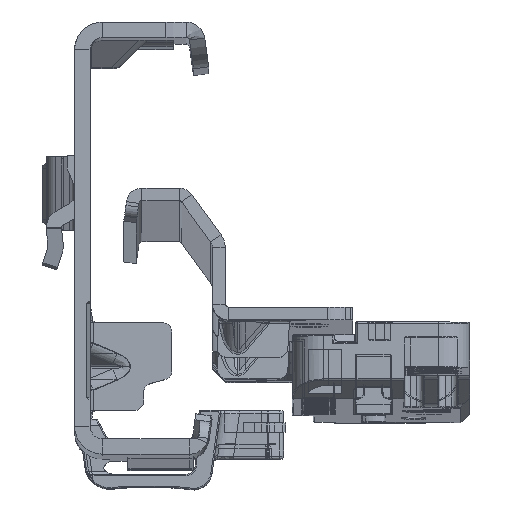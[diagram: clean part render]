
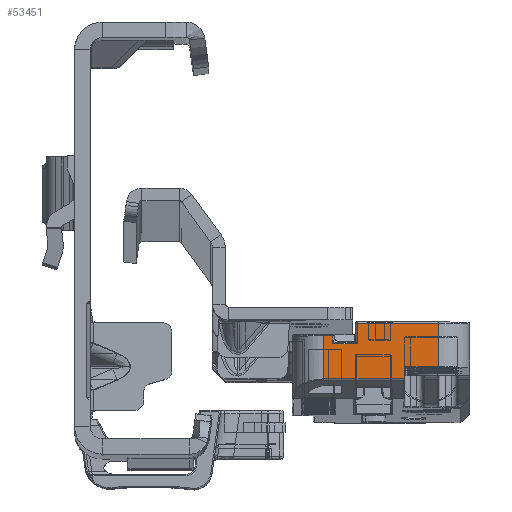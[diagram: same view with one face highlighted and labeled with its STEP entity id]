
A CAD part, top view. The second image highlights one B-rep face of the part: STEP entity #53451.
In plain terms, the highlighted face is planar.
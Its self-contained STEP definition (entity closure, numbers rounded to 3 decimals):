
#2133 = DIRECTION ( 'NONE',  ( 1., 0., 0. ) ) ;
#2947 = EDGE_CURVE ( 'NONE', #117261, #43132, #97747, .T. ) ;
#3690 = CARTESIAN_POINT ( 'NONE',  ( -13.7, 2.1, -284.5 ) ) ;
#6083 = DIRECTION ( 'NONE',  ( 1., 0., 0. ) ) ;
#7104 = CARTESIAN_POINT ( 'NONE',  ( 4.6, 0.1, -284.5 ) ) ;
#8663 = LINE ( 'NONE', #114745, #60537 ) ;
#10761 = VECTOR ( 'NONE', #18768, 1000. ) ;
#11045 = PLANE ( 'NONE',  #75292 ) ;
#11677 = DIRECTION ( 'NONE',  ( 0., 0., 1. ) ) ;
#13546 = ORIENTED_EDGE ( 'NONE', *, *, #40214, .T. ) ;
#16386 = CARTESIAN_POINT ( 'NONE',  ( -8.3, -6.669, -284.5 ) ) ;
#18055 = VERTEX_POINT ( 'NONE', #38511 ) ;
#18632 = CARTESIAN_POINT ( 'NONE',  ( -8.3, -5.2, -284.5 ) ) ;
#18768 = DIRECTION ( 'NONE',  ( -1., 0., 0. ) ) ;
#20081 = EDGE_CURVE ( 'NONE', #20638, #106316, #8663, .T. ) ;
#20638 = VERTEX_POINT ( 'NONE', #3690 ) ;
#21096 = VERTEX_POINT ( 'NONE', #58050 ) ;
#23356 = EDGE_CURVE ( 'NONE', #62585, #106420, #36477, .T. ) ;
#23580 = VECTOR ( 'NONE', #119766, 1000. ) ;
#23750 = CARTESIAN_POINT ( 'NONE',  ( -13.7, -5., -284.5 ) ) ;
#24241 = DIRECTION ( 'NONE',  ( 0., 0., 1. ) ) ;
#26106 = CARTESIAN_POINT ( 'NONE',  ( -8.3, -6.71, -284.5 ) ) ;
#27712 = CARTESIAN_POINT ( 'NONE',  ( -13.7, 2., -284.5 ) ) ;
#28496 = LINE ( 'NONE', #116982, #10761 ) ;
#29643 = CARTESIAN_POINT ( 'NONE',  ( -8.273, -6.785, -284.5 ) ) ;
#30912 = CARTESIAN_POINT ( 'NONE',  ( -0.75, -0.9, -284.5 ) ) ;
#31309 = EDGE_CURVE ( 'NONE', #117261, #54263, #59880, .T. ) ;
#34574 = LINE ( 'NONE', #114613, #37014 ) ;
#36477 = LINE ( 'NONE', #55971, #92789 ) ;
#36775 = DIRECTION ( 'NONE',  ( 1., 0., 0. ) ) ;
#37014 = VECTOR ( 'NONE', #93783, 1000. ) ;
#38104 = DIRECTION ( 'NONE',  ( 0., -1., 0. ) ) ;
#38511 = CARTESIAN_POINT ( 'NONE',  ( 3.15, -1.15, -284.5 ) ) ;
#39367 = CARTESIAN_POINT ( 'NONE',  ( -8.3, -6.669, -284.5 ) ) ;
#40214 = EDGE_CURVE ( 'NONE', #62584, #106420, #115765, .T. ) ;
#43132 = VERTEX_POINT ( 'NONE', #70913 ) ;
#47539 = DIRECTION ( 'NONE',  ( 0., 1., 0. ) ) ;
#49417 = FACE_OUTER_BOUND ( 'NONE', #78831, .T. ) ;
#49467 = EDGE_CURVE ( 'NONE', #106316, #21096, #99243, .T. ) ;
#53451 = ADVANCED_FACE ( 'NONE', ( #49417 ), #11045, .F. ) ;
#53815 = CARTESIAN_POINT ( 'NONE',  ( 4.6, -6.785, -284.5 ) ) ;
#54263 = VERTEX_POINT ( 'NONE', #39367 ) ;
#55971 = CARTESIAN_POINT ( 'NONE',  ( 4.6, -242.444, -284.5 ) ) ;
#58050 = CARTESIAN_POINT ( 'NONE',  ( -0.75, -1.15, -284.5 ) ) ;
#58299 = ORIENTED_EDGE ( 'NONE', *, *, #66058, .T. ) ;
#59880 = LINE ( 'NONE', #89825, #23580 ) ;
#60281 = VECTOR ( 'NONE', #36775, 1000. ) ;
#60537 = VECTOR ( 'NONE', #6083, 1000. ) ;
#61069 = CARTESIAN_POINT ( 'NONE',  ( 19.8, 2.6, -284.5 ) ) ;
#62584 = VERTEX_POINT ( 'NONE', #92877 ) ;
#62585 = VERTEX_POINT ( 'NONE', #53815 ) ;
#63899 = VECTOR ( 'NONE', #115569, 1000. ) ;
#65612 = VECTOR ( 'NONE', #79399, 1000. ) ;
#66058 = EDGE_CURVE ( 'NONE', #125711, #54263, #123411, .T. ) ;
#66370 = ORIENTED_EDGE ( 'NONE', *, *, #2947, .T. ) ;
#66563 = ORIENTED_EDGE ( 'NONE', *, *, #95562, .T. ) ;
#67493 = VECTOR ( 'NONE', #79908, 1000. ) ;
#70913 = CARTESIAN_POINT ( 'NONE',  ( -8.5, -5., -284.5 ) ) ;
#74585 = ORIENTED_EDGE ( 'NONE', *, *, #49467, .T. ) ;
#75292 = AXIS2_PLACEMENT_3D ( 'NONE', #61069, #11677, #119046 ) ;
#75447 = CARTESIAN_POINT ( 'NONE',  ( 4.6, 0.1, -284.5 ) ) ;
#75631 = ORIENTED_EDGE ( 'NONE', *, *, #23356, .F. ) ;
#75852 = LINE ( 'NONE', #27712, #63899 ) ;
#76444 = LINE ( 'NONE', #107045, #60281 ) ;
#78831 = EDGE_LOOP ( 'NONE', ( #66563, #122667, #13546, #75631, #88987, #58299, #119738, #66370, #80263, #98838, #105251, #74585 ) ) ;
#79399 = DIRECTION ( 'NONE',  ( 0., 1., 0. ) ) ;
#79908 = DIRECTION ( 'NONE',  ( 1., 0., 0. ) ) ;
#80263 = ORIENTED_EDGE ( 'NONE', *, *, #121264, .F. ) ;
#83114 = VECTOR ( 'NONE', #38104, 1000. ) ;
#83728 = EDGE_CURVE ( 'NONE', #18055, #62584, #87232, .T. ) ;
#87232 = LINE ( 'NONE', #108089, #65612 ) ;
#88987 = ORIENTED_EDGE ( 'NONE', *, *, #99117, .T. ) ;
#89473 = AXIS2_PLACEMENT_3D ( 'NONE', #92536, #24241, #2133 ) ;
#89825 = CARTESIAN_POINT ( 'NONE',  ( -8.3, 0., -284.5 ) ) ;
#92536 = CARTESIAN_POINT ( 'NONE',  ( -8.5, -5.2, -284.5 ) ) ;
#92789 = VECTOR ( 'NONE', #47539, 1000. ) ;
#92877 = CARTESIAN_POINT ( 'NONE',  ( 3.15, 0.1, -284.5 ) ) ;
#93783 = DIRECTION ( 'NONE',  ( 1., 0., 0. ) ) ;
#95562 = EDGE_CURVE ( 'NONE', #21096, #18055, #34574, .T. ) ;
#97747 = CIRCLE ( 'NONE', #89473, 0.2 ) ;
#98838 = ORIENTED_EDGE ( 'NONE', *, *, #117248, .T. ) ;
#99117 = EDGE_CURVE ( 'NONE', #62585, #125711, #28496, .T. ) ;
#99243 = LINE ( 'NONE', #30912, #83114 ) ;
#105251 = ORIENTED_EDGE ( 'NONE', *, *, #20081, .T. ) ;
#106155 = CARTESIAN_POINT ( 'NONE',  ( -8.291, -6.749, -284.5 ) ) ;
#106316 = VERTEX_POINT ( 'NONE', #126844 ) ;
#106420 = VERTEX_POINT ( 'NONE', #75447 ) ;
#107045 = CARTESIAN_POINT ( 'NONE',  ( -8.3, -5., -284.5 ) ) ;
#108089 = CARTESIAN_POINT ( 'NONE',  ( 3.15, 0.1, -284.5 ) ) ;
#114613 = CARTESIAN_POINT ( 'NONE',  ( 19.8, -1.15, -284.5 ) ) ;
#114745 = CARTESIAN_POINT ( 'NONE',  ( -0.7, 2.1, -284.5 ) ) ;
#115569 = DIRECTION ( 'NONE',  ( 0., 1., 0. ) ) ;
#115765 = LINE ( 'NONE', #7104, #67493 ) ;
#116982 = CARTESIAN_POINT ( 'NONE',  ( -8.3, -6.785, -284.5 ) ) ;
#117248 = EDGE_CURVE ( 'NONE', #118828, #20638, #75852, .T. ) ;
#117261 = VERTEX_POINT ( 'NONE', #18632 ) ;
#118828 = VERTEX_POINT ( 'NONE', #23750 ) ;
#119046 = DIRECTION ( 'NONE',  ( 1., 0., 0. ) ) ;
#119738 = ORIENTED_EDGE ( 'NONE', *, *, #31309, .F. ) ;
#119766 = DIRECTION ( 'NONE',  ( 0., -1., 0. ) ) ;
#121264 = EDGE_CURVE ( 'NONE', #118828, #43132, #76444, .T. ) ;
#122667 = ORIENTED_EDGE ( 'NONE', *, *, #83728, .T. ) ;
#123411 =( BOUNDED_CURVE ( )  B_SPLINE_CURVE ( 3, ( #126943, #106155, #26106, #16386 ),
 .UNSPECIFIED., .F., .F. ) 
 B_SPLINE_CURVE_WITH_KNOTS ( ( 4, 4 ),
 ( 1.047, 1.571 ),
 .UNSPECIFIED. ) 
 CURVE ( )  GEOMETRIC_REPRESENTATION_ITEM ( )  RATIONAL_B_SPLINE_CURVE ( ( 1., 0.977, 0.977, 1. ) ) 
 REPRESENTATION_ITEM ( '' )  );
#125711 = VERTEX_POINT ( 'NONE', #29643 ) ;
#126844 = CARTESIAN_POINT ( 'NONE',  ( -0.75, 2.1, -284.5 ) ) ;
#126943 = CARTESIAN_POINT ( 'NONE',  ( -8.273, -6.785, -284.5 ) ) ;
